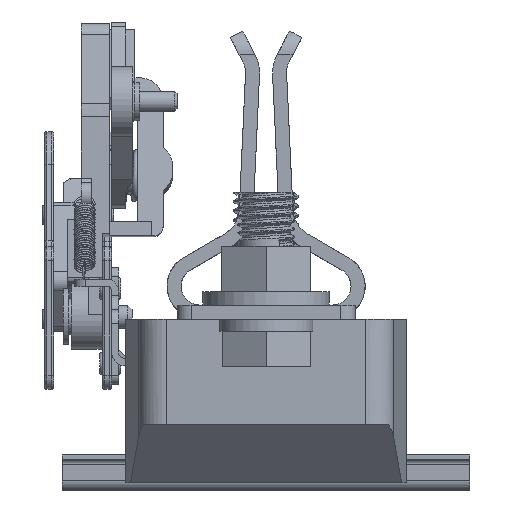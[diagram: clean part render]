
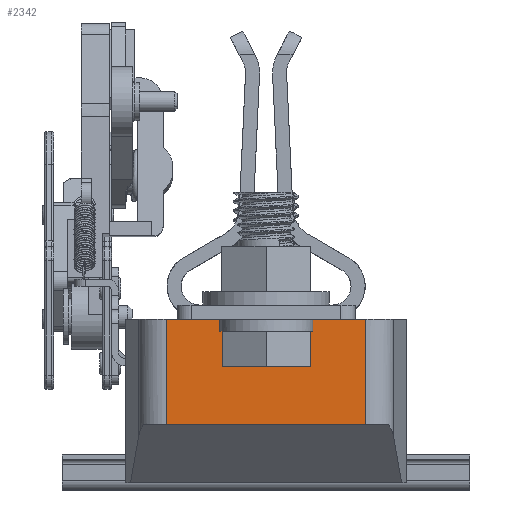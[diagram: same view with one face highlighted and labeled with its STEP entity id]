
A CAD part, front view. The second image highlights one B-rep face of the part: STEP entity #2342.
In plain terms, the highlighted planar face has unit normal (0, -1, 0).
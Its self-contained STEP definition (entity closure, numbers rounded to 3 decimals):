
#1003=FACE_OUTER_BOUND('',#6020,.T.);
#2342=ADVANCED_FACE('',(#1003),#3881,.T.);
#3881=PLANE('',#27403);
#6020=EDGE_LOOP('',(#9510,#9511,#9512,#9513,#9514,#9515));
#9510=ORIENTED_EDGE('',*,*,#19791,.F.);
#9511=ORIENTED_EDGE('',*,*,#19793,.T.);
#9512=ORIENTED_EDGE('',*,*,#19635,.T.);
#9513=ORIENTED_EDGE('',*,*,#19794,.T.);
#9514=ORIENTED_EDGE('',*,*,#19647,.T.);
#9515=ORIENTED_EDGE('',*,*,#19795,.T.);
#17032=VERTEX_POINT('',#37300);
#17033=VERTEX_POINT('',#37302);
#17044=VERTEX_POINT('',#37324);
#17045=VERTEX_POINT('',#37326);
#17148=VERTEX_POINT('',#37596);
#17149=VERTEX_POINT('',#37598);
#19635=EDGE_CURVE('',#17033,#17032,#23385,.T.);
#19647=EDGE_CURVE('',#17045,#17044,#23395,.T.);
#19791=EDGE_CURVE('',#17148,#17149,#23521,.T.);
#19793=EDGE_CURVE('',#17148,#17033,#23522,.T.);
#19794=EDGE_CURVE('',#17032,#17045,#23523,.T.);
#19795=EDGE_CURVE('',#17044,#17149,#23524,.T.);
#23385=LINE('',#37301,#25386);
#23395=LINE('',#37325,#25396);
#23521=LINE('',#37597,#25522);
#23522=LINE('',#37601,#25523);
#23523=LINE('',#37602,#25524);
#23524=LINE('',#37603,#25525);
#25386=VECTOR('',#29795,1.);
#25396=VECTOR('',#29809,1.);
#25522=VECTOR('',#30019,1.);
#25523=VECTOR('',#30024,1.);
#25524=VECTOR('',#30025,1.);
#25525=VECTOR('',#30026,1.);
#27403=AXIS2_PLACEMENT_3D('',#37604,#30027,#30028);
#29795=DIRECTION('',(-1.,0.,0.));
#29809=DIRECTION('',(-1.,0.,0.));
#30019=DIRECTION('',(-1.,0.,0.));
#30024=DIRECTION('',(0.,0.,1.));
#30025=DIRECTION('',(-1.,0.,0.));
#30026=DIRECTION('',(0.,0.,-1.));
#30027=DIRECTION('',(0.,-1.,0.));
#30028=DIRECTION('',(0.,0.,1.));
#37300=CARTESIAN_POINT('',(12.731,-78.924,35.));
#37301=CARTESIAN_POINT('',(27.087,-78.924,35.));
#37302=CARTESIAN_POINT('',(19.851,-78.924,35.));
#37324=CARTESIAN_POINT('',(-22.677,-78.924,35.));
#37325=CARTESIAN_POINT('',(27.087,-78.924,35.));
#37326=CARTESIAN_POINT('',(-15.557,-78.924,35.));
#37596=CARTESIAN_POINT('',(19.851,-78.924,12.5));
#37597=CARTESIAN_POINT('',(27.087,-78.924,12.5));
#37598=CARTESIAN_POINT('',(-22.677,-78.924,12.5));
#37601=CARTESIAN_POINT('',(19.851,-78.924,12.5));
#37602=CARTESIAN_POINT('',(27.087,-78.924,35.));
#37603=CARTESIAN_POINT('',(-22.677,-78.924,12.5));
#37604=CARTESIAN_POINT('',(27.087,-78.924,12.5));
